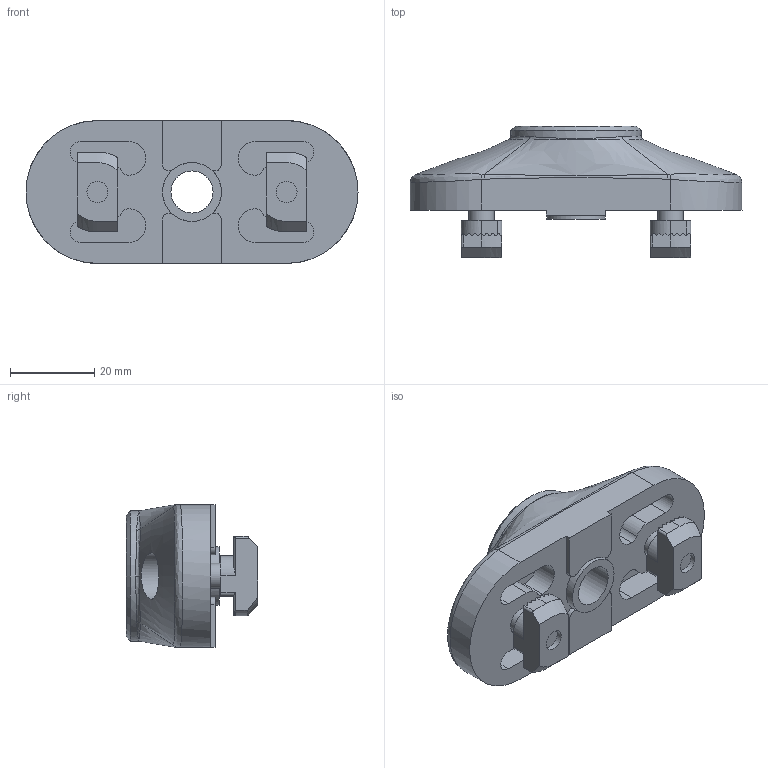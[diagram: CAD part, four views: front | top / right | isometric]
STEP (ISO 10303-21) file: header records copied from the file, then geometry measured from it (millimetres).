
FILE_DESCRIPTION(('STEP AP203'),'1');
FILE_NAME('ERGO10B1403.stp','2023-10-16T14:43:27',(' '),(' '),'Spatial InterOp 3D',' ',' ');
FILE_SCHEMA(('CONFIG_CONTROL_DESIGN'));
Length unit declared in the file: millimetre
Products named in the file (5): Kit de fixation; Vis CHC - M6x16; Ecrou tête rectangulaire 10 M6; Raccord pneumatique 10 90x45 G1/2; corps
Assembly tree (5 placements, depth 3):
  Raccord pneumatique 10 90x45 G1/2
    Kit de fixation  x2
      Vis CHC - M6x16
      Ecrou tête rectangulaire 10 M6
    corps
Bounding box: 79 x 31.3 x 34 mm (x, y, z)
Volume: 29898.9 mm3; surface area: 13227.2 mm2
Topology: 5 solids, 5 shells, 263 faces, 715 edges, 472 vertices
Faces by surface type: plane 178, cylinder 55, bspline 22, cone 6, torus 2
Full cylindrical faces by diameter (mm): 5 x2, 6 x4, 6.5 x2, 10 x3, 11 x2, 14 x1, 18.63 x1, 20.96 x1, 31 x1
Entity records: 7786 total; most frequent: CARTESIAN_POINT 2813, ORIENTED_EDGE 866, DIRECTION 835, EDGE_CURVE 433, AXIS2_PLACEMENT_3D 304, VERTEX_POINT 296, LINE 227, VECTOR 227
